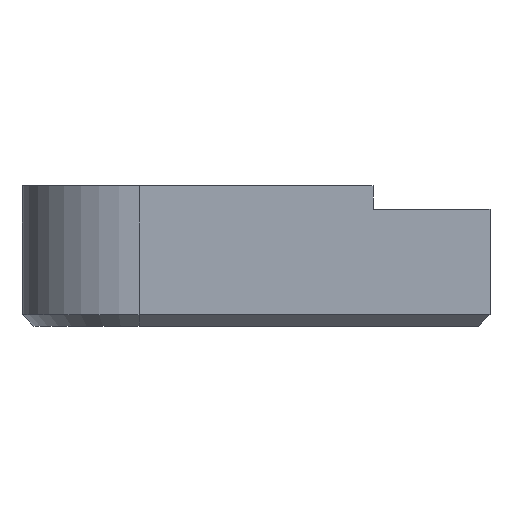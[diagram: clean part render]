
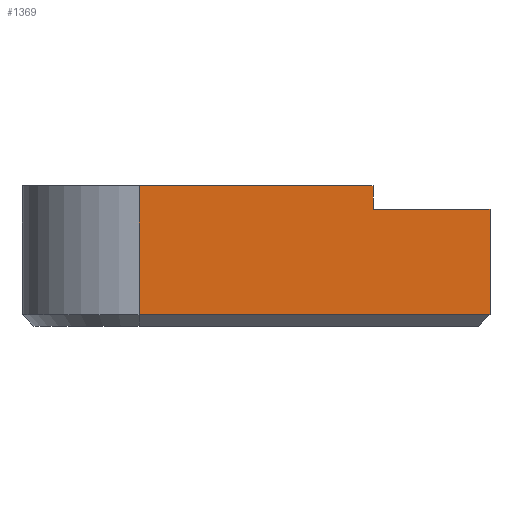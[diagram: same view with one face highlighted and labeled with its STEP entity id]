
A CAD part, front view. The second image highlights one B-rep face of the part: STEP entity #1369.
In plain terms, the highlighted planar face has unit normal (0, -1, 0).
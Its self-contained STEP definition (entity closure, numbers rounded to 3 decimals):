
#53=PLANE('',#1479);
#127=FACE_OUTER_BOUND('',#218,.T.);
#218=EDGE_LOOP('',(#1045,#1046,#1047,#1048,#1049,#1050));
#345=LINE('',#2066,#508);
#346=LINE('',#2069,#509);
#348=LINE('',#2075,#511);
#349=LINE('',#2077,#512);
#350=LINE('',#2079,#513);
#351=LINE('',#2080,#514);
#508=VECTOR('',#1655,10.);
#509=VECTOR('',#1658,10.);
#511=VECTOR('',#1664,10.);
#512=VECTOR('',#1665,10.);
#513=VECTOR('',#1666,10.);
#514=VECTOR('',#1667,10.);
#697=VERTEX_POINT('',#2046);
#701=VERTEX_POINT('',#2062);
#702=VERTEX_POINT('',#2068);
#704=VERTEX_POINT('',#2074);
#705=VERTEX_POINT('',#2076);
#706=VERTEX_POINT('',#2078);
#828=EDGE_CURVE('',#697,#701,#345,.T.);
#829=EDGE_CURVE('',#701,#702,#346,.T.);
#832=EDGE_CURVE('',#697,#704,#348,.T.);
#833=EDGE_CURVE('',#705,#704,#349,.T.);
#834=EDGE_CURVE('',#705,#706,#350,.T.);
#835=EDGE_CURVE('',#702,#706,#351,.T.);
#1045=ORIENTED_EDGE('',*,*,#828,.F.);
#1046=ORIENTED_EDGE('',*,*,#832,.T.);
#1047=ORIENTED_EDGE('',*,*,#833,.F.);
#1048=ORIENTED_EDGE('',*,*,#834,.T.);
#1049=ORIENTED_EDGE('',*,*,#835,.F.);
#1050=ORIENTED_EDGE('',*,*,#829,.F.);
#1369=ADVANCED_FACE('',(#127),#53,.T.);
#1479=AXIS2_PLACEMENT_3D('',#2073,#1662,#1663);
#1655=DIRECTION('',(-1.,0.,0.));
#1658=DIRECTION('',(0.,0.,1.));
#1662=DIRECTION('center_axis',(0.,-1.,0.));
#1663=DIRECTION('ref_axis',(1.,0.,0.));
#1664=DIRECTION('',(0.,0.,1.));
#1665=DIRECTION('',(1.,0.,0.));
#1666=DIRECTION('',(0.,0.,1.));
#1667=DIRECTION('',(1.,0.,0.));
#2046=CARTESIAN_POINT('',(58.748,43.065,64.25));
#2062=CARTESIAN_POINT('',(43.748,43.065,64.25));
#2066=CARTESIAN_POINT('',(44.998,43.065,64.25));
#2068=CARTESIAN_POINT('',(43.748,43.065,69.75));
#2069=CARTESIAN_POINT('',(43.748,43.065,63.75));
#2073=CARTESIAN_POINT('Origin',(43.748,43.065,63.75));
#2074=CARTESIAN_POINT('',(58.748,43.065,68.75));
#2075=CARTESIAN_POINT('',(58.748,43.065,63.75));
#2076=CARTESIAN_POINT('',(53.748,43.065,68.75));
#2077=CARTESIAN_POINT('',(43.748,43.065,68.75));
#2078=CARTESIAN_POINT('',(53.748,43.065,69.75));
#2079=CARTESIAN_POINT('',(53.748,43.065,63.75));
#2080=CARTESIAN_POINT('',(43.748,43.065,69.75));
